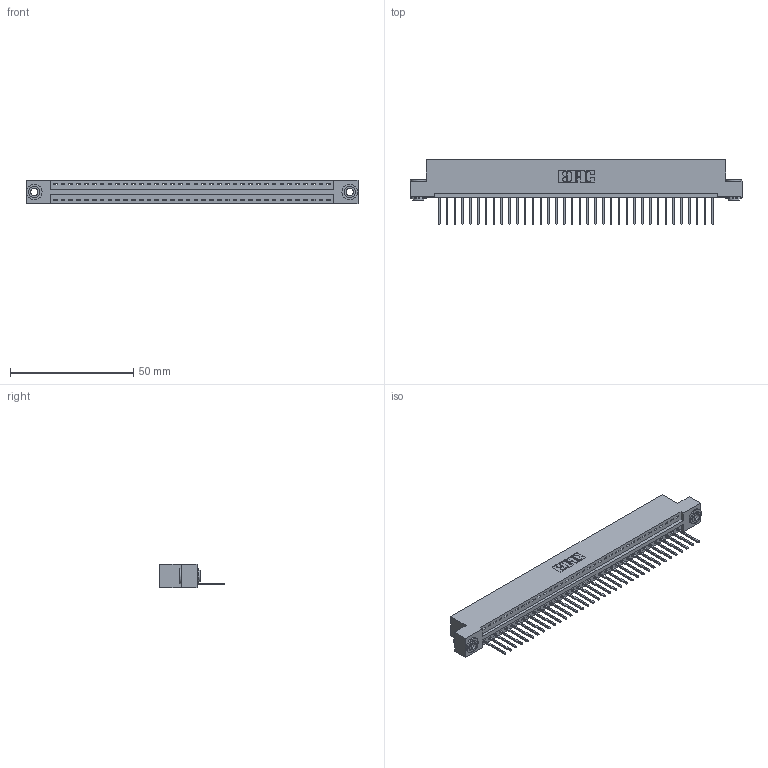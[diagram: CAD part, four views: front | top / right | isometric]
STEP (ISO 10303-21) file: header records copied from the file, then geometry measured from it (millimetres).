
FILE_DESCRIPTION (( 'STEP AP203' ), '1' );
FILE_NAME ('346-036-522-103.STEP', '2022-05-07T00:39:20', ( '' ), ( '' ), 'SwSTEP 2.0', 'SolidWorks 2020', '' );
FILE_SCHEMA (( 'CONFIG_CONTROL_DESIGN' ));
Length unit declared in the file: inch
Products named in the file (4): 346-036-522-103; 345-292-001_345-293-122; 346 Part_Flush Mounting Lugs - 0.156 Dia-TH; 345-250-002_345-250-002-102
Assembly tree (39 placements, depth 2):
  346-036-522-103
    346 Part_Flush Mounting Lugs - 0.156 Dia-TH
    345-292-001_345-293-122  x36
    345-250-002_345-250-002-102  x2
Bounding box: 134.87 x 26.42 x 9.4 mm (x, y, z)
Volume: 12874.9 mm3; surface area: 16411.2 mm2
Topology: 39 solids, 39 shells, 2262 faces, 6777 edges, 4466 vertices
Faces by surface type: plane 1540, cylinder 714, cone 8
Entity records: 24234 total; most frequent: CARTESIAN_POINT 4137, ORIENTED_EDGE 4098, DIRECTION 3687, EDGE_CURVE 2049, LINE 1749, VECTOR 1749, VERTEX_POINT 1362, AXIS2_PLACEMENT_3D 969
